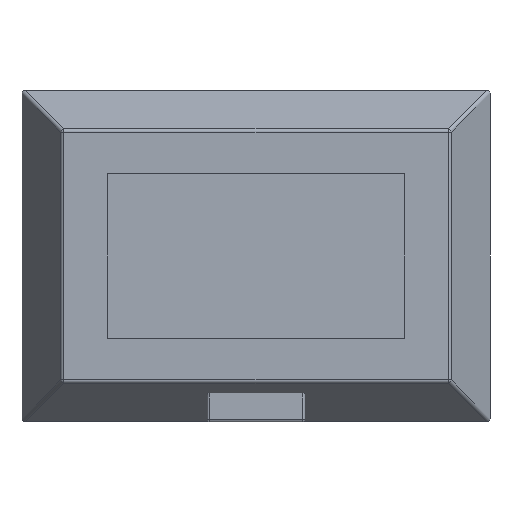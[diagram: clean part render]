
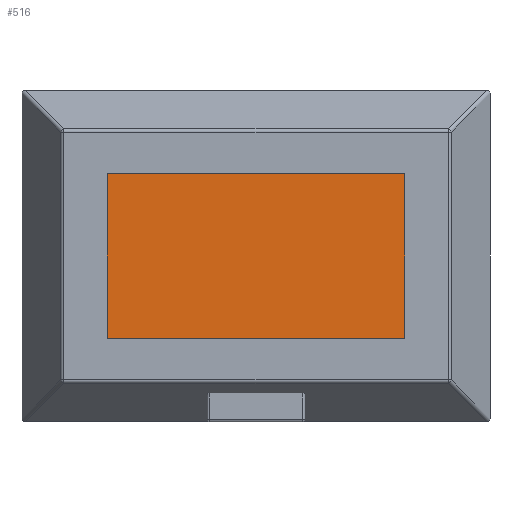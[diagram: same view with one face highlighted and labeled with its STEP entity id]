
A CAD part, front view. The second image highlights one B-rep face of the part: STEP entity #516.
In plain terms, the highlighted planar face has unit normal (0, -1, 0).
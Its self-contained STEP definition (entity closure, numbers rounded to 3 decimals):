
#25=PLANE('',#574);
#52=LINE('',#844,#99);
#56=LINE('',#851,#103);
#59=LINE('',#857,#106);
#61=LINE('',#860,#108);
#99=VECTOR('',#677,10.);
#103=VECTOR('',#683,10.);
#106=VECTOR('',#688,10.);
#108=VECTOR('',#692,10.);
#162=FACE_OUTER_BOUND('',#196,.T.);
#196=EDGE_LOOP('',(#416,#417,#418,#419));
#253=VERTEX_POINT('',#841);
#254=VERTEX_POINT('',#843);
#256=VERTEX_POINT('',#849);
#258=VERTEX_POINT('',#855);
#306=EDGE_CURVE('',#253,#254,#52,.T.);
#310=EDGE_CURVE('',#256,#253,#56,.T.);
#313=EDGE_CURVE('',#258,#256,#59,.T.);
#315=EDGE_CURVE('',#254,#258,#61,.T.);
#416=ORIENTED_EDGE('',*,*,#315,.F.);
#417=ORIENTED_EDGE('',*,*,#306,.F.);
#418=ORIENTED_EDGE('',*,*,#310,.F.);
#419=ORIENTED_EDGE('',*,*,#313,.F.);
#516=ADVANCED_FACE('',(#162),#25,.F.);
#574=AXIS2_PLACEMENT_3D('',#861,#693,#694);
#677=DIRECTION('',(1.,0.,0.));
#683=DIRECTION('',(0.,0.,1.));
#688=DIRECTION('',(-1.,0.,0.));
#692=DIRECTION('',(0.,0.,-1.));
#693=DIRECTION('center_axis',(0.,1.,0.));
#694=DIRECTION('ref_axis',(0.,0.,1.));
#841=CARTESIAN_POINT('',(-122.,-53.5,67.5));
#843=CARTESIAN_POINT('',(122.,-53.5,67.5));
#844=CARTESIAN_POINT('',(122.,-53.5,67.5));
#849=CARTESIAN_POINT('',(-122.,-53.5,-67.5));
#851=CARTESIAN_POINT('',(-122.,-53.5,67.5));
#855=CARTESIAN_POINT('',(122.,-53.5,-67.5));
#857=CARTESIAN_POINT('',(-122.,-53.5,-67.5));
#860=CARTESIAN_POINT('',(122.,-53.5,-67.5));
#861=CARTESIAN_POINT('Origin',(0.,-53.5,0.));
